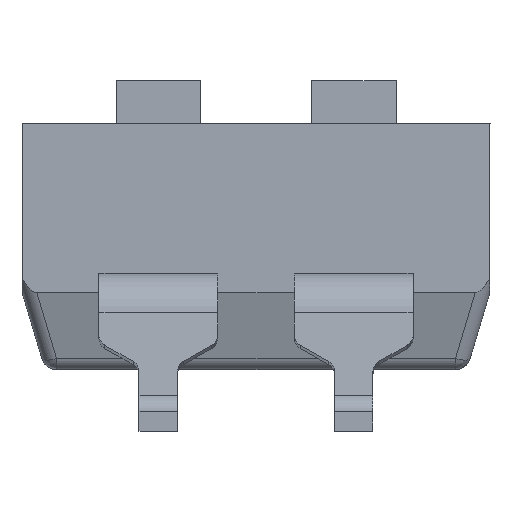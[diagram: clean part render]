
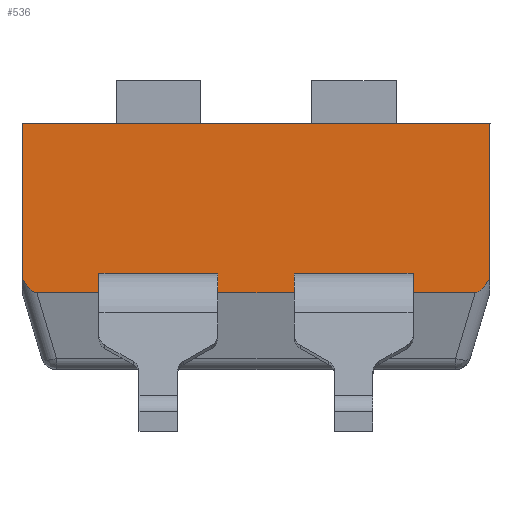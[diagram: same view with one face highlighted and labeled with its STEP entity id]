
A CAD part, front view. The second image highlights one B-rep face of the part: STEP entity #536.
In plain terms, the highlighted planar face has unit normal (0, -1, 0).
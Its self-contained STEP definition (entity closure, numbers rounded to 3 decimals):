
#138 = EDGE_CURVE ( 'NONE', #7611, #2557, #1839, .T. ) ;
#309 = CARTESIAN_POINT ( 'NONE',  ( 7.62, -3.1, -2.2 ) ) ;
#514 = DIRECTION ( 'NONE',  ( 1., 0., 0. ) ) ;
#536 = ADVANCED_FACE ( 'NONE', ( #1922 ), #7736, .T. ) ;
#1018 = DIRECTION ( 'NONE',  ( 0., 0., 1. ) ) ;
#1100 = CARTESIAN_POINT ( 'NONE',  ( 2.848, -3.1, -2.2 ) ) ;
#1163 = CARTESIAN_POINT ( 'NONE',  ( 3.04, -3.1, 0. ) ) ;
#1369 = CARTESIAN_POINT ( 'NONE',  ( -3.04, -3.1, -2.016 ) ) ;
#1466 = CARTESIAN_POINT ( 'NONE',  ( -2.901, -3.1, -2.2 ) ) ;
#1839 = LINE ( 'NONE', #1163, #4620 ) ;
#1847 = EDGE_LOOP ( 'NONE', ( #3896, #5319, #7581, #5837, #8949, #5305 ) ) ;
#1852 = VERTEX_POINT ( 'NONE', #5979 ) ;
#1922 = FACE_OUTER_BOUND ( 'NONE', #1847, .T. ) ;
#2013 = CARTESIAN_POINT ( 'NONE',  ( 0., -3.1, 0. ) ) ;
#2491 = EDGE_CURVE ( 'NONE', #5616, #7371, #3443, .T. ) ;
#2543 = CARTESIAN_POINT ( 'NONE',  ( 2.968, -3.1, -2.136 ) ) ;
#2557 = VERTEX_POINT ( 'NONE', #7167 ) ;
#2666 = VECTOR ( 'NONE', #514, 1000. ) ;
#2682 = VECTOR ( 'NONE', #3243, 1000. ) ;
#2683 = CARTESIAN_POINT ( 'NONE',  ( -45.456, -3.1, 0. ) ) ;
#2765 = CARTESIAN_POINT ( 'NONE',  ( -2.968, -3.1, -2.136 ) ) ;
#3084 = EDGE_CURVE ( 'NONE', #7611, #7375, #4413, .T. ) ;
#3091 = CARTESIAN_POINT ( 'NONE',  ( 3.04, -3.1, -2.016 ) ) ;
#3243 = DIRECTION ( 'NONE',  ( 1., 0., 0. ) ) ;
#3378 = LINE ( 'NONE', #309, #2682 ) ;
#3443 =( BOUNDED_CURVE ( )  B_SPLINE_CURVE ( 3, ( #7905, #1466, #2765, #1369 ),
 .UNSPECIFIED., .F., .F. ) 
 B_SPLINE_CURVE_WITH_KNOTS ( ( 4, 4 ),
 ( 3.224, 3.968 ),
 .UNSPECIFIED. ) 
 CURVE ( )  GEOMETRIC_REPRESENTATION_ITEM ( )  RATIONAL_B_SPLINE_CURVE ( ( 1., 0.954, 0.954, 1. ) ) 
 REPRESENTATION_ITEM ( '' )  );
#3503 = CARTESIAN_POINT ( 'NONE',  ( 3.04, -3.1, -2.016 ) ) ;
#3896 = ORIENTED_EDGE ( 'NONE', *, *, #2491, .F. ) ;
#3986 = EDGE_CURVE ( 'NONE', #1852, #2557, #9158, .T. ) ;
#4149 = DIRECTION ( 'NONE',  ( 0., 0., -1. ) ) ;
#4413 =( BOUNDED_CURVE ( )  B_SPLINE_CURVE ( 3, ( #3503, #2543, #5453, #1100 ),
 .UNSPECIFIED., .F., .F. ) 
 B_SPLINE_CURVE_WITH_KNOTS ( ( 4, 4 ),
 ( 2.315, 3.059 ),
 .UNSPECIFIED. ) 
 CURVE ( )  GEOMETRIC_REPRESENTATION_ITEM ( )  RATIONAL_B_SPLINE_CURVE ( ( 1., 0.954, 0.954, 1. ) ) 
 REPRESENTATION_ITEM ( '' )  );
#4586 = EDGE_CURVE ( 'NONE', #5616, #7375, #3378, .T. ) ;
#4620 = VECTOR ( 'NONE', #1018, 1000. ) ;
#4627 = AXIS2_PLACEMENT_3D ( 'NONE', #2013, #6404, #4149 ) ;
#5305 = ORIENTED_EDGE ( 'NONE', *, *, #5425, .F. ) ;
#5319 = ORIENTED_EDGE ( 'NONE', *, *, #4586, .T. ) ;
#5425 = EDGE_CURVE ( 'NONE', #7371, #1852, #7666, .T. ) ;
#5453 = CARTESIAN_POINT ( 'NONE',  ( 2.901, -3.1, -2.2 ) ) ;
#5523 = CARTESIAN_POINT ( 'NONE',  ( -3.04, -3.1, -2.2 ) ) ;
#5616 = VERTEX_POINT ( 'NONE', #5941 ) ;
#5837 = ORIENTED_EDGE ( 'NONE', *, *, #138, .T. ) ;
#5941 = CARTESIAN_POINT ( 'NONE',  ( -2.848, -3.1, -2.2 ) ) ;
#5979 = CARTESIAN_POINT ( 'NONE',  ( -3.04, -3.1, 0. ) ) ;
#6064 = VECTOR ( 'NONE', #7713, 1000. ) ;
#6404 = DIRECTION ( 'NONE',  ( 0., -1., 0. ) ) ;
#7167 = CARTESIAN_POINT ( 'NONE',  ( 3.04, -3.1, 0. ) ) ;
#7371 = VERTEX_POINT ( 'NONE', #9180 ) ;
#7375 = VERTEX_POINT ( 'NONE', #7715 ) ;
#7581 = ORIENTED_EDGE ( 'NONE', *, *, #3084, .F. ) ;
#7611 = VERTEX_POINT ( 'NONE', #3091 ) ;
#7666 = LINE ( 'NONE', #5523, #6064 ) ;
#7713 = DIRECTION ( 'NONE',  ( 0., 0., 1. ) ) ;
#7715 = CARTESIAN_POINT ( 'NONE',  ( 2.848, -3.1, -2.2 ) ) ;
#7736 = PLANE ( 'NONE',  #4627 ) ;
#7905 = CARTESIAN_POINT ( 'NONE',  ( -2.848, -3.1, -2.2 ) ) ;
#8949 = ORIENTED_EDGE ( 'NONE', *, *, #3986, .F. ) ;
#9158 = LINE ( 'NONE', #2683, #2666 ) ;
#9180 = CARTESIAN_POINT ( 'NONE',  ( -3.04, -3.1, -2.016 ) ) ;
